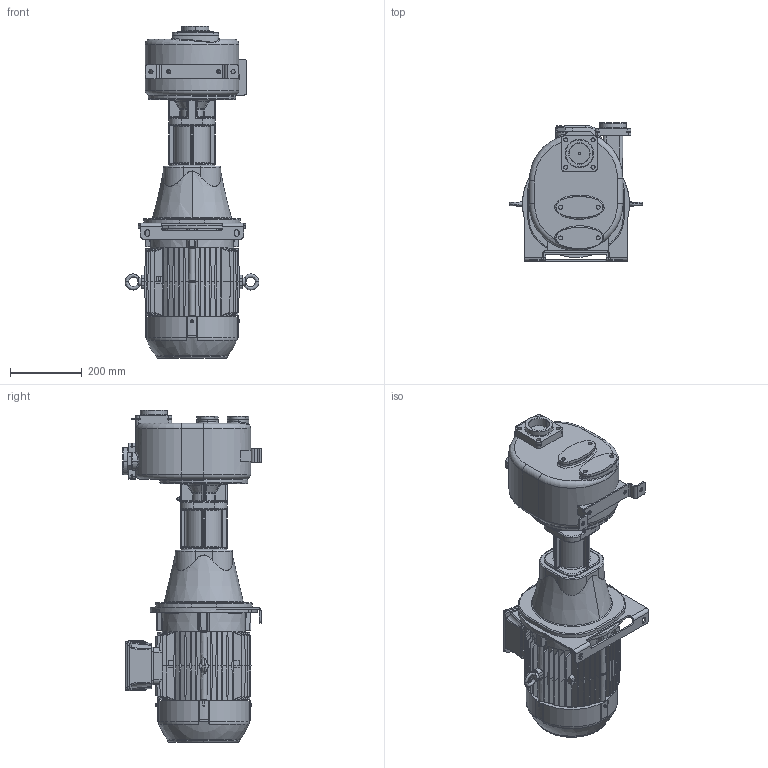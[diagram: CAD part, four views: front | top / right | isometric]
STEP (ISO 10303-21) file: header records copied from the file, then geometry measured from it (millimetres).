
FILE_DESCRIPTION((''),'2;1');
FILE_NAME('S_63_BBT','2023-05-30T11:11:03',('ax'),(''),'CREO PARAMETRIC BY PTC INC, 2023014','CREO PARAMETRIC BY PTC INC, 2023014','');
FILE_SCHEMA(('CONFIG_CONTROL_DESIGN'));
Products named in the file (1): S_63_BBT
Bounding box: 373.97 x 386 x 928.2 mm (x, y, z)
Volume: 38518259.5 mm3; surface area: 1358205.3 mm2
Topology: 1 solids, 1 shells, 2962 faces, 7339 edges, 4667 vertices
Faces by surface type: plane 2096, cylinder 394, cone 176, bspline 166, torus 109, sphere 17, extrusion 4
Entity records: 112325 total; most frequent: CARTESIAN_POINT 43775, ORIENTED_EDGE 14654, DIRECTION 13101, EDGE_CURVE 7327, VECTOR 4903, LINE 4899, VERTEX_POINT 4667, AXIS2_PLACEMENT_3D 4099
